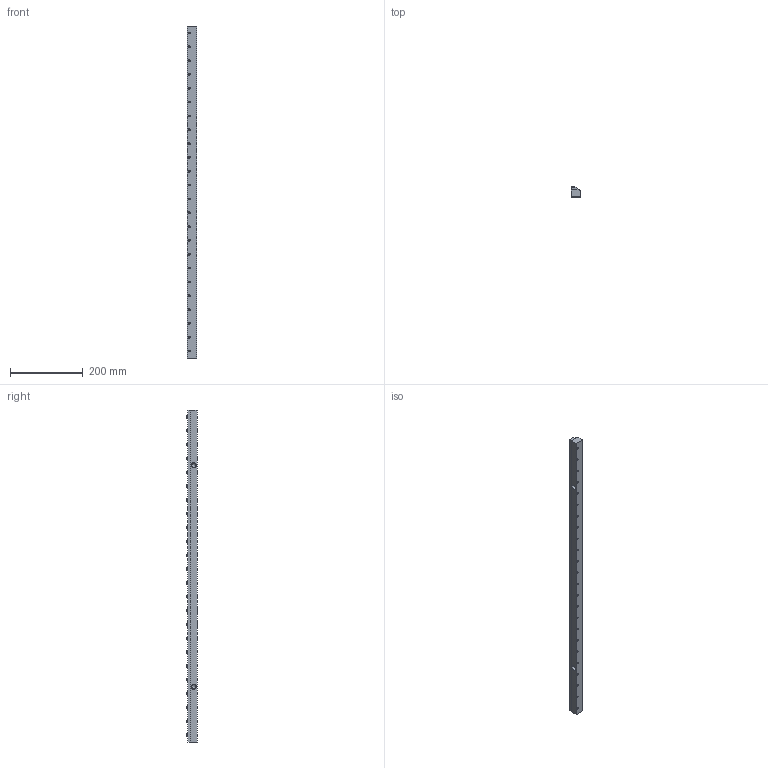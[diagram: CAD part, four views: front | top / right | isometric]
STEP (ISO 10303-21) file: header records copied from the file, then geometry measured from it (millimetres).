
FILE_DESCRIPTION((''),'2;1');
FILE_NAME('2636.stp','2012-03-12T14:20:12',('Dan Preston'),(''),'Autodesk Inventor 2012','Autodesk Inventor 2012','');
FILE_SCHEMA(('AUTOMOTIVE_DESIGN { 1 0 10303 214 1 1 1 1 }'));
Length unit declared in the file: inch
Products named in the file (4): 2603; 2603-b; 2603-c; Hexagon Socket Button Head Cap Screw - Inch 10 - 24 x 5/8
Assembly tree (26 placements, depth 2):
  2603
    2603-b
    2603-c
    Hexagon Socket Button Head Cap Screw - Inch 10 - 24 x 5/8  x24
Bounding box: 25.41 x 28.51 x 914.4 mm (x, y, z)
Volume: 548176.3 mm3; surface area: 148599.1 mm2
Topology: 26 solids, 26 shells, 432 faces, 1014 edges, 660 vertices
Faces by surface type: plane 234, cylinder 100, cone 50, torus 24, bspline 24
Full cylindrical faces by diameter (mm): 4.801 x24, 4.826 x24, 5.159 x24, 9.169 x24, 11.113 x2, 13.716 x2
Entity records: 2935 total; most frequent: DIRECTION 502, CARTESIAN_POINT 485, ORIENTED_EDGE 330, EDGE_LOOP 246, AXIS2_PLACEMENT_3D 227, EDGE_CURVE 165, FACE_BOUND 159, VERTEX_POINT 147
